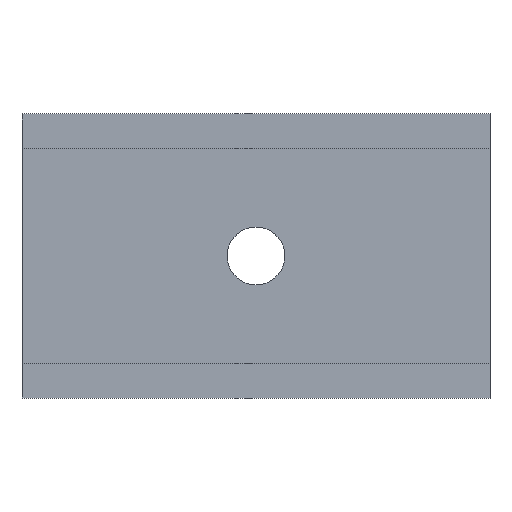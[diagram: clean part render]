
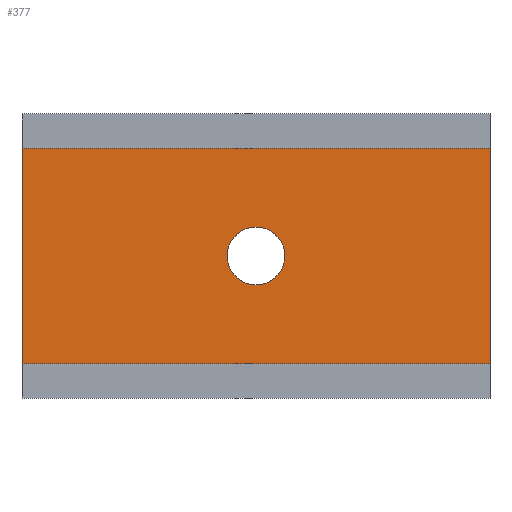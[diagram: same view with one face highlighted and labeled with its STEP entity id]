
A CAD part, top view. The second image highlights one B-rep face of the part: STEP entity #377.
In plain terms, the highlighted planar face has unit normal (0, 0, 1).
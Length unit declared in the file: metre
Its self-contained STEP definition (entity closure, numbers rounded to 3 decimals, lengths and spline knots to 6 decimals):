
#15=LINE('',#567,#55);
#27=LINE('',#592,#67);
#28=LINE('',#594,#68);
#29=LINE('',#595,#69);
#55=VECTOR('',#456,1.);
#67=VECTOR('',#470,1.);
#68=VECTOR('',#473,1.);
#69=VECTOR('',#474,1.);
#94=PLANE('',#414);
#126=ORIENTED_EDGE('',*,*,#230,.F.);
#127=ORIENTED_EDGE('',*,*,#229,.T.);
#128=ORIENTED_EDGE('',*,*,#231,.T.);
#129=ORIENTED_EDGE('',*,*,#217,.F.);
#130=ORIENTED_EDGE('',*,*,#212,.F.);
#212=EDGE_CURVE('',#264,#264,#300,.T.);
#217=EDGE_CURVE('',#269,#270,#15,.T.);
#229=EDGE_CURVE('',#275,#281,#27,.T.);
#230=EDGE_CURVE('',#275,#269,#28,.T.);
#231=EDGE_CURVE('',#281,#270,#29,.T.);
#264=VERTEX_POINT('',#556);
#269=VERTEX_POINT('',#566);
#270=VERTEX_POINT('',#568);
#275=VERTEX_POINT('',#579);
#281=VERTEX_POINT('',#591);
#300=CIRCLE('',#410,0.0042);
#316=EDGE_LOOP('',(#126,#127,#128,#129));
#317=EDGE_LOOP('',(#130));
#344=FACE_BOUND('',#316,.T.);
#345=FACE_BOUND('',#317,.T.);
#377=ADVANCED_FACE('',(#344,#345),#94,.T.);
#410=AXIS2_PLACEMENT_3D('',#555,#447,#448);
#414=AXIS2_PLACEMENT_3D('',#593,#471,#472);
#447=DIRECTION('',(0.,0.,1.));
#448=DIRECTION('',(1.,0.,0.));
#456=DIRECTION('',(0.,-1.,0.));
#470=DIRECTION('',(0.,-1.,0.));
#471=DIRECTION('',(0.,0.,1.));
#472=DIRECTION('',(1.,0.,0.));
#473=DIRECTION('',(1.,0.,0.));
#474=DIRECTION('',(1.,0.,0.));
#555=CARTESIAN_POINT('',(0.,0.,0.008));
#556=CARTESIAN_POINT('',(0.0042,0.,0.008));
#566=CARTESIAN_POINT('',(0.034,0.015638,0.008));
#567=CARTESIAN_POINT('',(0.034,0.,0.008));
#568=CARTESIAN_POINT('',(0.034,-0.015638,0.008));
#579=CARTESIAN_POINT('',(-0.034,0.015638,0.008));
#591=CARTESIAN_POINT('',(-0.034,-0.015638,0.008));
#592=CARTESIAN_POINT('',(-0.034,0.,0.008));
#593=CARTESIAN_POINT('',(0.,0.,0.008));
#594=CARTESIAN_POINT('',(-0.034002,0.015638,0.008));
#595=CARTESIAN_POINT('',(-0.034002,-0.015638,0.008));
